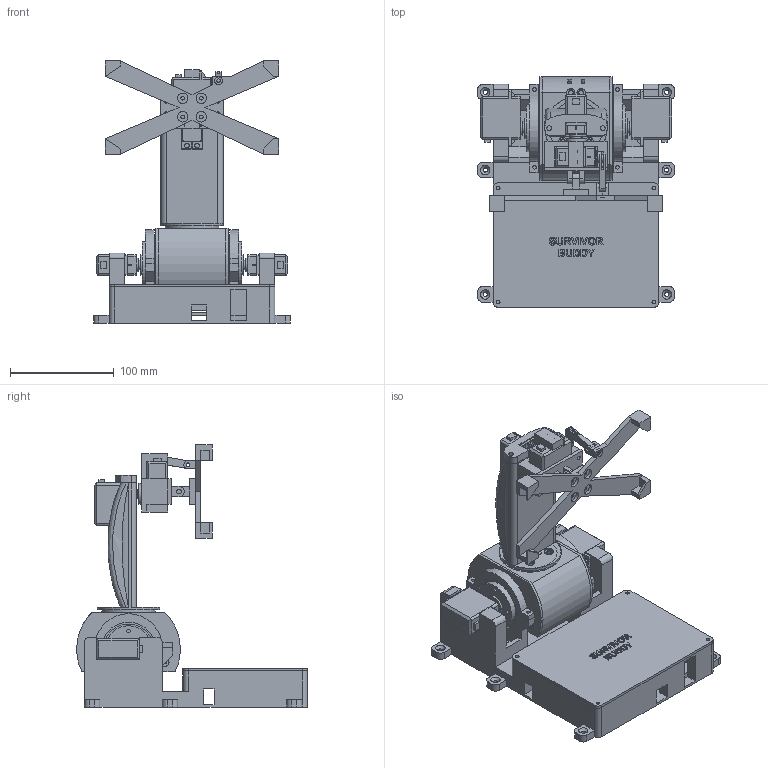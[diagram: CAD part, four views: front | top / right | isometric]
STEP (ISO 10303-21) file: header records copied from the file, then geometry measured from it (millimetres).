
FILE_DESCRIPTION(/* description */ (''),/* implementation_level */ '2;1');
FILE_NAME(/* name */ 'Survivor Buddy Assembly.step',/* time_stamp */ '2023-02-08T07:55:37-06:00',/* author */ (''),/* organization */ (''),/* preprocessor_version */ 'ST-DEVELOPER v19.2',/* originating_system */ 'Autodesk Translation Framework v11.17.0.187',/* authorisation */ '');
FILE_SCHEMA (('AUTOMOTIVE_DESIGN { 1 0 10303 214 3 1 1 }'));
Length unit declared in the file: millimetre
Products named in the file (34): Survivor Buddy Assembly Horizontal; Sunfounder 55G Servo v9(Mirror); TorsoPiece; 45x58x7 6809ZZ Bearing; Mid Body; Side Piece; Output; Side Piece(Mirror); Side Interface; Side Interface(Mirror); Spacer; 45x58x7 6809ZZ Bearing_1; 45x58x7 6809ZZ Bearing_2; Inner Race; Seal; Outer Race; Servo Horns; BearingCapL; CoverPiece; BearingCapR; ElectronicsBox; BearingBody; Neck (2 axis) Horizontal V1; NeckBase; Servo Top Cap; 20mm Servo Horn; 4th Axis Assembly; Sunfounder 55G Servo; Swiveling Part; Phone Mount; Custom Servo Horn; Servo Holder; Tilt Base; Linkage
Assembly tree (45 placements, depth 4):
  Survivor Buddy Assembly Horizontal
    Sunfounder 55G Servo
    Sunfounder 55G Servo v9(Mirror)
    TorsoPiece
      45x58x7 6809ZZ Bearing
        Inner Race
        Seal
        Outer Race
      Sunfounder 55G Servo
      Mid Body
      Side Piece
      Output
      20mm Servo Horn
      Side Piece(Mirror)
      Side Interface
      Side Interface(Mirror)
      Spacer
    45x58x7 6809ZZ Bearing_1
      Inner Race
      Seal
      Outer Race
    45x58x7 6809ZZ Bearing_2
      Inner Race
      Seal
      Outer Race
    Servo Horns
    20mm Servo Horn  x2
    BearingCapL
    CoverPiece
    BearingCapR
    ElectronicsBox
    BearingBody
    Neck (2 axis) Horizontal V1
      NeckBase
      Sunfounder 55G Servo
      Servo Top Cap
      20mm Servo Horn
      4th Axis Assembly
        Sunfounder 55G Servo
        Swiveling Part
        Phone Mount
        Custom Servo Horn
        Servo Holder
        Tilt Base
        Linkage
Bounding box: 190 x 222.49 x 252.96 mm (x, y, z)
Volume: 1138600.1 mm3; surface area: 425803.2 mm2
Topology: 42 solids, 44 shells, 1388 faces, 3373 edges, 2209 vertices
Faces by surface type: plane 753, cylinder 429, bspline 166, torus 32, cone 8
Full cylindrical faces by diameter (mm): 2.5 x5, 2.9 x1, 3 x28, 3.4 x16, 3.5 x32, 3.6 x4, 4 x6, 4.4 x4, 4.5 x44, 4.6 x3, 5 x36, 5.5 x5, 5.55 x4, 5.9 x1, 6 x8, 6.5 x2, 7.5 x14, 8 x10, 8.4 x4, 9.15 x4, 10 x5, 10.5 x1, 13 x5, 20 x4, 45 x8, 48.25 x1, 52 x2, 58 x3, 58.6 x1, 60 x1
Entity records: 37142 total; most frequent: CARTESIAN_POINT 9022, ORIENTED_EDGE 5624, DIRECTION 5317, EDGE_CURVE 2812, VERTEX_POINT 1843, AXIS2_PLACEMENT_3D 1795, LINE 1727, VECTOR 1727
